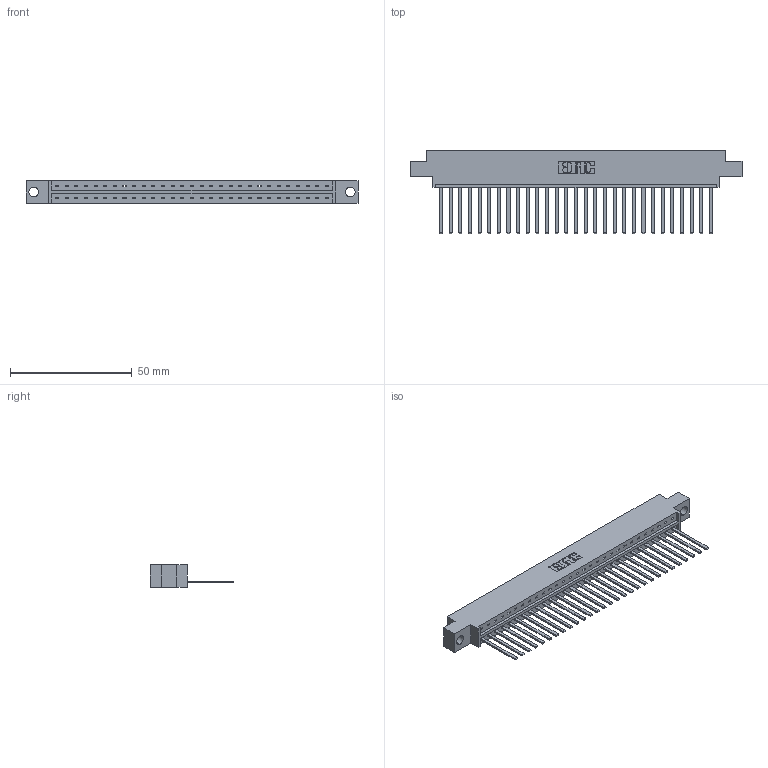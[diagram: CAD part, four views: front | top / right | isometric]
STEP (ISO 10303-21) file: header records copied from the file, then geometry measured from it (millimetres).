
FILE_DESCRIPTION (( 'STEP AP203' ), '1' );
FILE_NAME ('333-029-544-604.STEP', '2018-08-02T16:45:29', ( '' ), ( '' ), 'SwSTEP 2.0', 'SolidWorks 2016', '' );
FILE_SCHEMA (( 'CONFIG_CONTROL_DESIGN' ));
Length unit declared in the file: inch
Products named in the file (3): 333 Part_Offset - .156 Dia - TH; 345-292-001_345-293-144; 333-029-544-604
Assembly tree (30 placements, depth 2):
  333-029-544-604
    333 Part_Offset - .156 Dia - TH
    345-292-001_345-293-144  x29
Bounding box: 136.45 x 34.3 x 9.4 mm (x, y, z)
Volume: 13639 mm3; surface area: 15757.5 mm2
Topology: 30 solids, 30 shells, 1626 faces, 4905 edges, 3230 vertices
Faces by surface type: plane 1176, cylinder 450
Entity records: 19361 total; most frequent: CARTESIAN_POINT 3349, ORIENTED_EDGE 3314, DIRECTION 2847, EDGE_CURVE 1657, VECTOR 1533, LINE 1533, VERTEX_POINT 1102, AXIS2_PLACEMENT_3D 657
